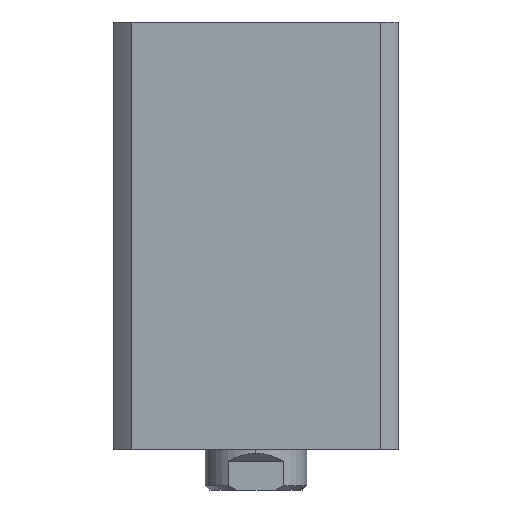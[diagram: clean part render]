
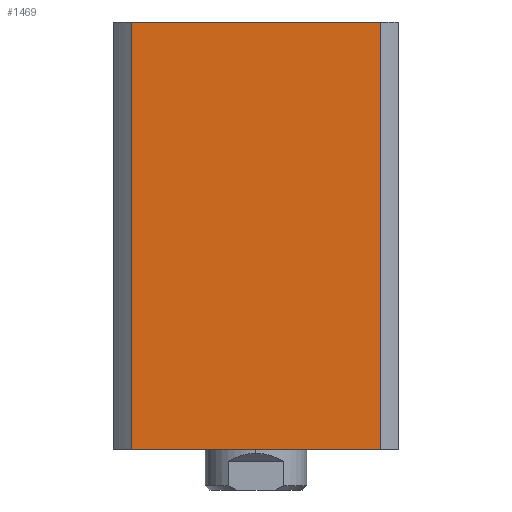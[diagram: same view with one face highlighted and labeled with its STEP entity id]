
A CAD part, left-side view. The second image highlights one B-rep face of the part: STEP entity #1469.
In plain terms, the highlighted planar face has unit normal (-1, 0, 0).
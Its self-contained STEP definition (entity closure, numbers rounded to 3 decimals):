
#153 = ORIENTED_EDGE ( 'NONE', *, *, #1086, .F. ) ;
#223 = ORIENTED_EDGE ( 'NONE', *, *, #1084, .T. ) ;
#225 = ORIENTED_EDGE ( 'NONE', *, *, #1085, .F. ) ;
#227 = ORIENTED_EDGE ( 'NONE', *, *, #1393, .T. ) ;
#447 = VERTEX_POINT ( 'NONE', #1592 ) ;
#1084 = EDGE_CURVE ( 'NONE', #447, #3633, #2516, .T. ) ;
#1085 = EDGE_CURVE ( 'NONE', #1428, #3633, #2521, .T. ) ;
#1086 = EDGE_CURVE ( 'NONE', #1425, #1428, #2520, .T. ) ;
#1103 = DIRECTION ( 'NONE',  ( 0., 0., -1. ) ) ;
#1112 = DIRECTION ( 'NONE',  ( 1., 0., 0. ) ) ;
#1122 = PLANE ( 'NONE',  #3301 ) ;
#1140 = CARTESIAN_POINT ( 'NONE',  ( -35., 30.615, 105. ) ) ;
#1151 = DIRECTION ( 'NONE',  ( 0., -1., 0. ) ) ;
#1152 = CARTESIAN_POINT ( 'NONE',  ( -35., -30.615, 105. ) ) ;
#1153 = DIRECTION ( 'NONE',  ( 0., 0., -1. ) ) ;
#1228 = CARTESIAN_POINT ( 'NONE',  ( -35., 0., 105. ) ) ;
#1262 = CARTESIAN_POINT ( 'NONE',  ( -35., -30.615, 105. ) ) ;
#1272 = CARTESIAN_POINT ( 'NONE',  ( -35., 0., 105. ) ) ;
#1286 = CARTESIAN_POINT ( 'NONE',  ( -35., 0., 0. ) ) ;
#1312 = DIRECTION ( 'NONE',  ( 0., -1., 0. ) ) ;
#1314 = DIRECTION ( 'NONE',  ( 0., 0., -1. ) ) ;
#1339 = CARTESIAN_POINT ( 'NONE',  ( -35., 30.615, 105. ) ) ;
#1393 = EDGE_CURVE ( 'NONE', #1425, #447, #2555, .T. ) ;
#1425 = VERTEX_POINT ( 'NONE', #1140 ) ;
#1428 = VERTEX_POINT ( 'NONE', #1152 ) ;
#1469 = ADVANCED_FACE ( 'NONE', ( #2605 ), #1122, .F. ) ;
#1592 = CARTESIAN_POINT ( 'NONE',  ( -35., 30.615, 0. ) ) ;
#2133 = CARTESIAN_POINT ( 'NONE',  ( -35., -30.615, 0. ) ) ;
#2514 = VECTOR ( 'NONE', #1151, 1000. ) ;
#2516 = LINE ( 'NONE', #1286, #2514 ) ;
#2518 = VECTOR ( 'NONE', #1312, 1000. ) ;
#2520 = LINE ( 'NONE', #1272, #2518 ) ;
#2521 = LINE ( 'NONE', #1262, #2523 ) ;
#2523 = VECTOR ( 'NONE', #1153, 1000. ) ;
#2555 = LINE ( 'NONE', #1339, #2557 ) ;
#2557 = VECTOR ( 'NONE', #1314, 1000. ) ;
#2605 = FACE_OUTER_BOUND ( 'NONE', #3549, .T. ) ;
#3301 = AXIS2_PLACEMENT_3D ( 'NONE', #1228, #1112, #1103 ) ;
#3549 = EDGE_LOOP ( 'NONE', ( #223, #225, #153, #227 ) ) ;
#3633 = VERTEX_POINT ( 'NONE', #2133 ) ;
